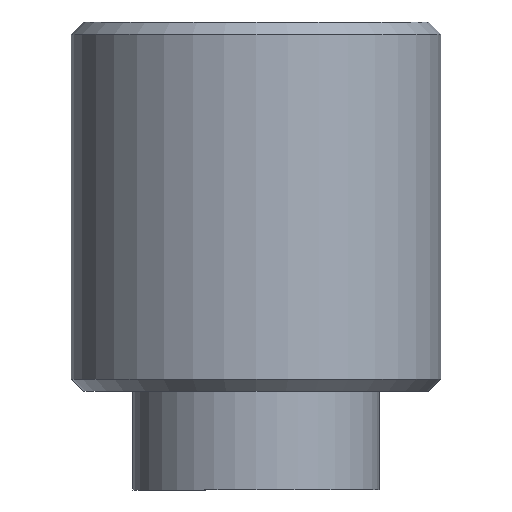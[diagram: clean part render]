
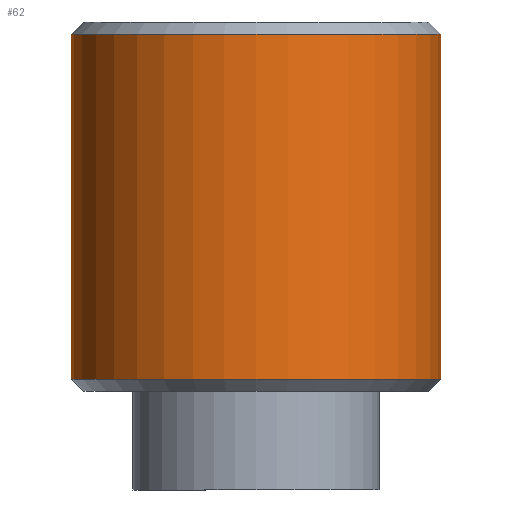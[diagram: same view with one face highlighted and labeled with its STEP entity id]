
A CAD part, front view. The second image highlights one B-rep face of the part: STEP entity #62.
In plain terms, the highlighted cylindrical face has radius 1.5 mm (diameter 3 mm), a full revolution.
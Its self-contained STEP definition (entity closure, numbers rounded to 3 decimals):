
#62=ADVANCED_FACE('',(#120,#122),#124,.T.);
#120=FACE_OUTER_BOUND('',#121,.T.);
#121=EDGE_LOOP('',(#168));
#122=FACE_OUTER_BOUND('',#123,.T.);
#123=EDGE_LOOP('',(#169));
#124=CYLINDRICAL_SURFACE('',#125,1.5);
#125=AXIS2_PLACEMENT_3D('',#126,#127,#128);
#126=CARTESIAN_POINT('',(0.,0.,0.9));
#127=DIRECTION('',(0.,0.,1.));
#128=DIRECTION('',(1.,0.,0.));
#168=ORIENTED_EDGE('',*,*,#182,.F.);
#169=ORIENTED_EDGE('',*,*,#183,.T.);
#182=EDGE_CURVE('',#198,#198,#199,.T.);
#183=EDGE_CURVE('',#200,#200,#201,.T.);
#198=VERTEX_POINT('',#236);
#199=CIRCLE('',#237,1.5);
#200=VERTEX_POINT('',#241);
#201=CIRCLE('',#242,1.5);
#236=CARTESIAN_POINT('',(1.5,0.,3.7));
#237=AXIS2_PLACEMENT_3D('',#238,#239,#240);
#238=CARTESIAN_POINT('',(0.,0.,3.7));
#239=DIRECTION('',(0.,0.,1.));
#240=DIRECTION('',(1.,0.,0.));
#241=CARTESIAN_POINT('',(1.5,0.,0.9));
#242=AXIS2_PLACEMENT_3D('',#243,#244,#245);
#243=CARTESIAN_POINT('',(0.,0.,0.9));
#244=DIRECTION('',(0.,0.,1.));
#245=DIRECTION('',(1.,0.,0.));
